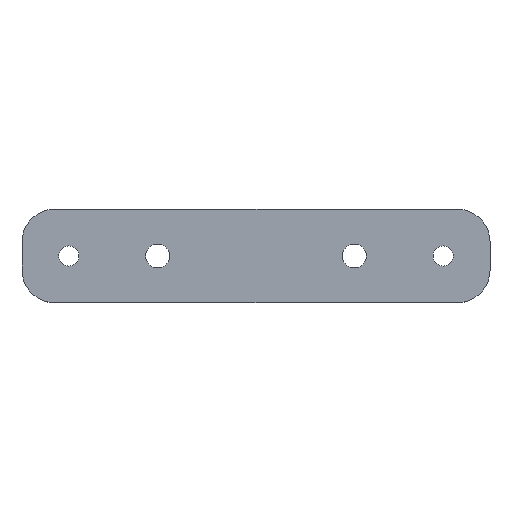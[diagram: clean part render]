
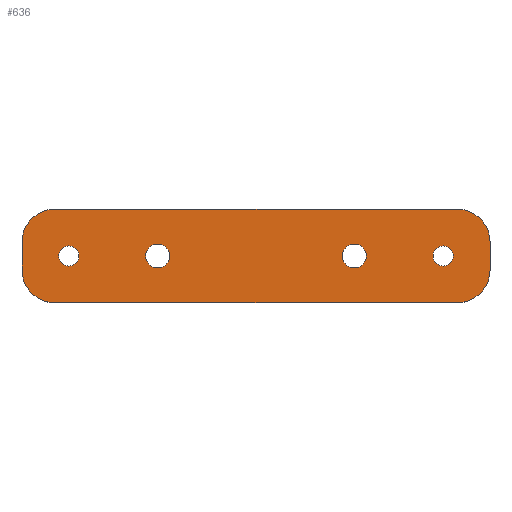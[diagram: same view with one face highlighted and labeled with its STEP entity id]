
A CAD part, top view. The second image highlights one B-rep face of the part: STEP entity #636.
In plain terms, the highlighted planar face has unit normal (0, 0, 1).
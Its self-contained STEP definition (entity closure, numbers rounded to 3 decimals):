
#6 = CIRCLE ( 'NONE', #438, 2.15 ) ;
#7 = VERTEX_POINT ( 'NONE', #472 ) ;
#10 = LINE ( 'NONE', #249, #498 ) ;
#13 = AXIS2_PLACEMENT_3D ( 'NONE', #255, #201, #160 ) ;
#15 = DIRECTION ( 'NONE',  ( 0., 0., 1. ) ) ;
#16 = EDGE_LOOP ( 'NONE', ( #374, #440 ) ) ;
#17 = DIRECTION ( 'NONE',  ( 1., 0., 0. ) ) ;
#22 = VECTOR ( 'NONE', #514, 1000. ) ;
#27 = CARTESIAN_POINT ( 'NONE',  ( 7., 0., 6.5 ) ) ;
#30 = CIRCLE ( 'NONE', #325, 7. ) ;
#34 = ORIENTED_EDGE ( 'NONE', *, *, #175, .F. ) ;
#40 = EDGE_CURVE ( 'NONE', #345, #418, #485, .T. ) ;
#44 = ORIENTED_EDGE ( 'NONE', *, *, #463, .T. ) ;
#51 = EDGE_CURVE ( 'NONE', #138, #475, #176, .T. ) ;
#54 = DIRECTION ( 'NONE',  ( 0., 0., 1. ) ) ;
#58 = AXIS2_PLACEMENT_3D ( 'NONE', #396, #54, #541 ) ;
#66 = EDGE_LOOP ( 'NONE', ( #44, #543, #387, #594, #183, #531, #143, #556 ) ) ;
#68 = CARTESIAN_POINT ( 'NONE',  ( 100., -13., 6.5 ) ) ;
#73 = CARTESIAN_POINT ( 'NONE',  ( 7., -13., 6.5 ) ) ;
#75 = CARTESIAN_POINT ( 'NONE',  ( 100., 0., 6.5 ) ) ;
#77 = DIRECTION ( 'NONE',  ( 1., 0., 0. ) ) ;
#82 = CIRCLE ( 'NONE', #602, 2.55 ) ;
#84 = DIRECTION ( 'NONE',  ( 1., 0., 0. ) ) ;
#87 = ORIENTED_EDGE ( 'NONE', *, *, #604, .F. ) ;
#89 = EDGE_LOOP ( 'NONE', ( #360, #185 ) ) ;
#93 = AXIS2_PLACEMENT_3D ( 'NONE', #161, #606, #272 ) ;
#97 = ORIENTED_EDGE ( 'NONE', *, *, #225, .F. ) ;
#109 = DIRECTION ( 'NONE',  ( 0., 0., 1. ) ) ;
#111 = CARTESIAN_POINT ( 'NONE',  ( 100., -7., 6.5 ) ) ;
#115 = DIRECTION ( 'NONE',  ( -1., 0., 0. ) ) ;
#118 = EDGE_CURVE ( 'NONE', #240, #193, #10, .T. ) ;
#119 = CARTESIAN_POINT ( 'NONE',  ( 0., 0., 6.5 ) ) ;
#138 = VERTEX_POINT ( 'NONE', #551 ) ;
#142 = EDGE_CURVE ( 'NONE', #7, #342, #6, .T. ) ;
#143 = ORIENTED_EDGE ( 'NONE', *, *, #118, .T. ) ;
#146 = CIRCLE ( 'NONE', #93, 2.15 ) ;
#151 = DIRECTION ( 'NONE',  ( 1., 0., 0. ) ) ;
#154 = CARTESIAN_POINT ( 'NONE',  ( 0., 0., 6.5 ) ) ;
#160 = DIRECTION ( 'NONE',  ( 1., 0., 0. ) ) ;
#161 = CARTESIAN_POINT ( 'NONE',  ( 90., -10., 6.5 ) ) ;
#165 = DIRECTION ( 'NONE',  ( 1., 0., 0. ) ) ;
#170 = FACE_BOUND ( 'NONE', #89, .T. ) ;
#174 = CARTESIAN_POINT ( 'NONE',  ( 0., -7., 6.5 ) ) ;
#175 = EDGE_CURVE ( 'NONE', #475, #138, #588, .T. ) ;
#176 = CIRCLE ( 'NONE', #13, 2.55 ) ;
#183 = ORIENTED_EDGE ( 'NONE', *, *, #293, .T. ) ;
#185 = ORIENTED_EDGE ( 'NONE', *, *, #142, .F. ) ;
#186 = DIRECTION ( 'NONE',  ( 0., 0., 1. ) ) ;
#193 = VERTEX_POINT ( 'NONE', #494 ) ;
#201 = DIRECTION ( 'NONE',  ( 0., 0., 1. ) ) ;
#202 = VECTOR ( 'NONE', #576, 1000. ) ;
#206 = EDGE_CURVE ( 'NONE', #575, #240, #30, .T. ) ;
#208 = CARTESIAN_POINT ( 'NONE',  ( 10., -10., 6.5 ) ) ;
#209 = DIRECTION ( 'NONE',  ( -1., 0., 0. ) ) ;
#211 = CIRCLE ( 'NONE', #613, 7. ) ;
#213 = EDGE_CURVE ( 'NONE', #193, #326, #528, .T. ) ;
#216 = DIRECTION ( 'NONE',  ( 1., 0., 0. ) ) ;
#225 = EDGE_CURVE ( 'NONE', #233, #378, #316, .T. ) ;
#230 = CARTESIAN_POINT ( 'NONE',  ( 7.85, -10., 6.5 ) ) ;
#233 = VERTEX_POINT ( 'NONE', #565 ) ;
#240 = VERTEX_POINT ( 'NONE', #414 ) ;
#243 = AXIS2_PLACEMENT_3D ( 'NONE', #544, #348, #209 ) ;
#249 = CARTESIAN_POINT ( 'NONE',  ( 0., -20., 6.5 ) ) ;
#255 = CARTESIAN_POINT ( 'NONE',  ( 29., -10., 6.5 ) ) ;
#265 = AXIS2_PLACEMENT_3D ( 'NONE', #442, #513, #609 ) ;
#267 = CARTESIAN_POINT ( 'NONE',  ( 71., -10., 6.5 ) ) ;
#272 = DIRECTION ( 'NONE',  ( -1., 0., 0. ) ) ;
#273 = AXIS2_PLACEMENT_3D ( 'NONE', #462, #15, #216 ) ;
#279 = VERTEX_POINT ( 'NONE', #174 ) ;
#283 = CARTESIAN_POINT ( 'NONE',  ( 7., -7., 6.5 ) ) ;
#293 = EDGE_CURVE ( 'NONE', #279, #575, #370, .T. ) ;
#306 = CARTESIAN_POINT ( 'NONE',  ( 29., -10., 6.5 ) ) ;
#310 = EDGE_CURVE ( 'NONE', #418, #345, #146, .T. ) ;
#312 = DIRECTION ( 'NONE',  ( 1., 0., 0. ) ) ;
#315 = DIRECTION ( 'NONE',  ( 0., 0., 1. ) ) ;
#316 = CIRCLE ( 'NONE', #265, 2.55 ) ;
#325 = AXIS2_PLACEMENT_3D ( 'NONE', #73, #315, #165 ) ;
#326 = VERTEX_POINT ( 'NONE', #68 ) ;
#328 = CARTESIAN_POINT ( 'NONE',  ( 68.45, -10., 6.5 ) ) ;
#334 = AXIS2_PLACEMENT_3D ( 'NONE', #623, #377, #84 ) ;
#340 = VERTEX_POINT ( 'NONE', #27 ) ;
#342 = VERTEX_POINT ( 'NONE', #230 ) ;
#343 = DIRECTION ( 'NONE',  ( -1., 0., 0. ) ) ;
#344 = VERTEX_POINT ( 'NONE', #627 ) ;
#345 = VERTEX_POINT ( 'NONE', #427 ) ;
#348 = DIRECTION ( 'NONE',  ( 0., 0., 1. ) ) ;
#350 = EDGE_CURVE ( 'NONE', #342, #7, #357, .T. ) ;
#357 = CIRCLE ( 'NONE', #334, 2.15 ) ;
#360 = ORIENTED_EDGE ( 'NONE', *, *, #350, .F. ) ;
#368 = FACE_OUTER_BOUND ( 'NONE', #66, .T. ) ;
#370 = LINE ( 'NONE', #119, #22 ) ;
#374 = ORIENTED_EDGE ( 'NONE', *, *, #40, .F. ) ;
#377 = DIRECTION ( 'NONE',  ( 0., 0., 1. ) ) ;
#378 = VERTEX_POINT ( 'NONE', #328 ) ;
#387 = ORIENTED_EDGE ( 'NONE', *, *, #507, .T. ) ;
#391 = CARTESIAN_POINT ( 'NONE',  ( 0., -13., 6.5 ) ) ;
#396 = CARTESIAN_POINT ( 'NONE',  ( 93., -7., 6.5 ) ) ;
#409 = FACE_BOUND ( 'NONE', #16, .T. ) ;
#414 = CARTESIAN_POINT ( 'NONE',  ( 7., -20., 6.5 ) ) ;
#416 = FACE_BOUND ( 'NONE', #533, .T. ) ;
#418 = VERTEX_POINT ( 'NONE', #422 ) ;
#422 = CARTESIAN_POINT ( 'NONE',  ( 92.15, -10., 6.5 ) ) ;
#424 = ORIENTED_EDGE ( 'NONE', *, *, #51, .F. ) ;
#427 = CARTESIAN_POINT ( 'NONE',  ( 87.85, -10., 6.5 ) ) ;
#433 = EDGE_CURVE ( 'NONE', #340, #279, #211, .T. ) ;
#435 = CARTESIAN_POINT ( 'NONE',  ( 31.55, -10., 6.5 ) ) ;
#438 = AXIS2_PLACEMENT_3D ( 'NONE', #208, #596, #151 ) ;
#440 = ORIENTED_EDGE ( 'NONE', *, *, #310, .F. ) ;
#441 = LINE ( 'NONE', #75, #202 ) ;
#442 = CARTESIAN_POINT ( 'NONE',  ( 71., -10., 6.5 ) ) ;
#461 = PLANE ( 'NONE',  #487 ) ;
#462 = CARTESIAN_POINT ( 'NONE',  ( 93., -13., 6.5 ) ) ;
#463 = EDGE_CURVE ( 'NONE', #326, #626, #441, .T. ) ;
#472 = CARTESIAN_POINT ( 'NONE',  ( 12.15, -10., 6.5 ) ) ;
#475 = VERTEX_POINT ( 'NONE', #435 ) ;
#485 = CIRCLE ( 'NONE', #243, 2.15 ) ;
#487 = AXIS2_PLACEMENT_3D ( 'NONE', #564, #605, #17 ) ;
#492 = LINE ( 'NONE', #154, #539 ) ;
#493 = EDGE_CURVE ( 'NONE', #626, #344, #568, .T. ) ;
#494 = CARTESIAN_POINT ( 'NONE',  ( 93., -20., 6.5 ) ) ;
#498 = VECTOR ( 'NONE', #592, 1000. ) ;
#507 = EDGE_CURVE ( 'NONE', #344, #340, #492, .T. ) ;
#511 = FACE_BOUND ( 'NONE', #622, .T. ) ;
#513 = DIRECTION ( 'NONE',  ( 0., 0., 1. ) ) ;
#514 = DIRECTION ( 'NONE',  ( 0., -1., 0. ) ) ;
#528 = CIRCLE ( 'NONE', #273, 7. ) ;
#531 = ORIENTED_EDGE ( 'NONE', *, *, #206, .T. ) ;
#533 = EDGE_LOOP ( 'NONE', ( #87, #97 ) ) ;
#539 = VECTOR ( 'NONE', #343, 1000. ) ;
#541 = DIRECTION ( 'NONE',  ( 1., 0., 0. ) ) ;
#543 = ORIENTED_EDGE ( 'NONE', *, *, #493, .T. ) ;
#544 = CARTESIAN_POINT ( 'NONE',  ( 90., -10., 6.5 ) ) ;
#551 = CARTESIAN_POINT ( 'NONE',  ( 26.45, -10., 6.5 ) ) ;
#556 = ORIENTED_EDGE ( 'NONE', *, *, #213, .T. ) ;
#558 = DIRECTION ( 'NONE',  ( 0., 0., 1. ) ) ;
#564 = CARTESIAN_POINT ( 'NONE',  ( 0., 0., 6.5 ) ) ;
#565 = CARTESIAN_POINT ( 'NONE',  ( 73.55, -10., 6.5 ) ) ;
#568 = CIRCLE ( 'NONE', #58, 7. ) ;
#575 = VERTEX_POINT ( 'NONE', #391 ) ;
#576 = DIRECTION ( 'NONE',  ( 0., 1., 0. ) ) ;
#588 = CIRCLE ( 'NONE', #632, 2.55 ) ;
#592 = DIRECTION ( 'NONE',  ( 1., 0., 0. ) ) ;
#594 = ORIENTED_EDGE ( 'NONE', *, *, #433, .T. ) ;
#596 = DIRECTION ( 'NONE',  ( 0., 0., 1. ) ) ;
#602 = AXIS2_PLACEMENT_3D ( 'NONE', #267, #558, #115 ) ;
#604 = EDGE_CURVE ( 'NONE', #378, #233, #82, .T. ) ;
#605 = DIRECTION ( 'NONE',  ( 0., 0., 1. ) ) ;
#606 = DIRECTION ( 'NONE',  ( 0., 0., 1. ) ) ;
#609 = DIRECTION ( 'NONE',  ( -1., 0., 0. ) ) ;
#613 = AXIS2_PLACEMENT_3D ( 'NONE', #283, #186, #77 ) ;
#622 = EDGE_LOOP ( 'NONE', ( #424, #34 ) ) ;
#623 = CARTESIAN_POINT ( 'NONE',  ( 10., -10., 6.5 ) ) ;
#626 = VERTEX_POINT ( 'NONE', #111 ) ;
#627 = CARTESIAN_POINT ( 'NONE',  ( 93., 0., 6.5 ) ) ;
#632 = AXIS2_PLACEMENT_3D ( 'NONE', #306, #109, #312 ) ;
#636 = ADVANCED_FACE ( 'NONE', ( #416, #170, #368, #409, #511 ), #461, .T. ) ;
